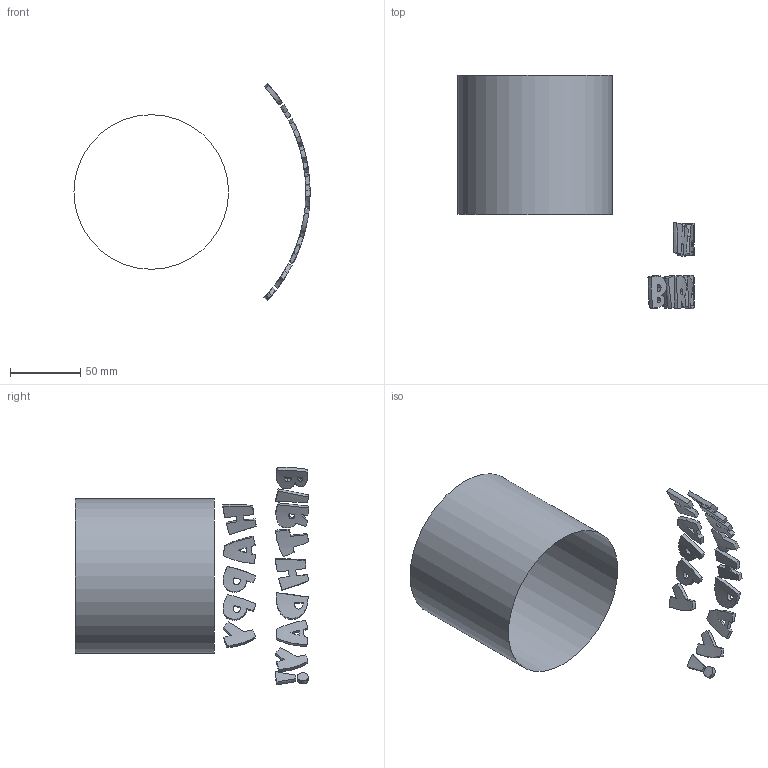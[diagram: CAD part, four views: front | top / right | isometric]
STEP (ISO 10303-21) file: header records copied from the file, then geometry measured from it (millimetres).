
FILE_DESCRIPTION(/* description */ (''),/* implementation_level */ '2;1');
FILE_NAME(/* name */ '',/* time_stamp */ '2025-11-07T00:57:07+03:00',/* author */ ('I9232'),/* organization */ (''),/* preprocessor_version */ 'ST-DEVELOPER v19.2',/* originating_system */ 'Autodesk Inventor 2023',/* authorisation */ '');
FILE_SCHEMA (('AUTOMOTIVE_DESIGN { 1 0 10303 214 3 1 1 }'));
Length unit declared in the file: millimetre
Products named in the file (1): Торт
Bounding box: 168 x 166.11 x 154.61 mm (x, y, z)
Volume: 11177.9 mm3; surface area: 45267.8 mm2
Topology: 15 solids, 16 shells, 163 faces, 399 edges, 266 vertices
Faces by surface type: bspline 130, cylinder 31, plane 2
Full cylindrical faces by diameter (mm): 110 x1
Entity records: 8586 total; most frequent: CARTESIAN_POINT 5563, ORIENTED_EDGE 796, EDGE_CURVE 399, VERTEX_POINT 266, B_SPLINE_CURVE_WITH_KNOTS 260, DIRECTION 213, EDGE_LOOP 179, FACE_OUTER_BOUND 163
